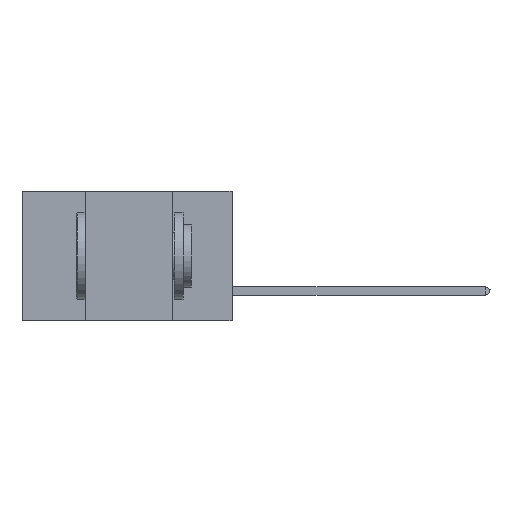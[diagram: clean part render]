
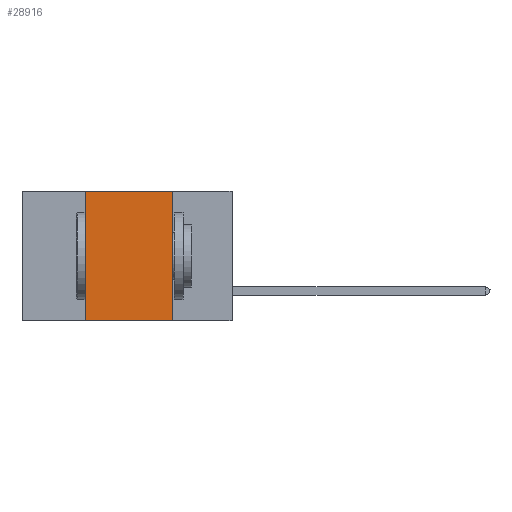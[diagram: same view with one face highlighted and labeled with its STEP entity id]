
A CAD part, left-side view. The second image highlights one B-rep face of the part: STEP entity #28916.
In plain terms, the highlighted planar face has unit normal (-1, 0, 0).
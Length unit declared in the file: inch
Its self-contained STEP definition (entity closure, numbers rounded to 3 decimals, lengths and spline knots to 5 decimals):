
#211 = PLANE ( 'NONE',  #19964 ) ;
#782 = EDGE_LOOP ( 'NONE', ( #9634, #6519, #18307, #25877 ) ) ;
#1383 = LINE ( 'NONE', #23177, #4383 ) ;
#3189 = CARTESIAN_POINT ( 'NONE',  ( 0., 0.17, -0.37 ) ) ;
#4383 = VECTOR ( 'NONE', #13271, 39.37008 ) ;
#5044 = CARTESIAN_POINT ( 'NONE',  ( 0., 0.6, -0.37 ) ) ;
#6519 = ORIENTED_EDGE ( 'NONE', *, *, #9020, .F. ) ;
#6750 = CARTESIAN_POINT ( 'NONE',  ( 0., 0.42, -0.37 ) ) ;
#7643 = CARTESIAN_POINT ( 'NONE',  ( 0., 0.6, 0. ) ) ;
#7947 = VERTEX_POINT ( 'NONE', #3189 ) ;
#8017 = FACE_OUTER_BOUND ( 'NONE', #782, .T. ) ;
#8215 = DIRECTION ( 'NONE',  ( 0., -1., 0. ) ) ;
#8271 = EDGE_CURVE ( 'NONE', #18196, #7947, #14396, .T. ) ;
#8373 = VECTOR ( 'NONE', #8215, 39.37008 ) ;
#8415 = DIRECTION ( 'NONE',  ( 0., -1., 0. ) ) ;
#9020 = EDGE_CURVE ( 'NONE', #12680, #14704, #23114, .T. ) ;
#9634 = ORIENTED_EDGE ( 'NONE', *, *, #14741, .F. ) ;
#10015 = CARTESIAN_POINT ( 'NONE',  ( 0., 0.17, 0. ) ) ;
#11406 = VECTOR ( 'NONE', #8415, 39.37008 ) ;
#12680 = VERTEX_POINT ( 'NONE', #28208 ) ;
#13271 = DIRECTION ( 'NONE',  ( 0., 0., 1. ) ) ;
#14396 = LINE ( 'NONE', #5044, #8373 ) ;
#14704 = VERTEX_POINT ( 'NONE', #26479 ) ;
#14741 = EDGE_CURVE ( 'NONE', #14704, #7947, #29161, .T. ) ;
#16390 = VECTOR ( 'NONE', #19480, 39.37008 ) ;
#18196 = VERTEX_POINT ( 'NONE', #6750 ) ;
#18307 = ORIENTED_EDGE ( 'NONE', *, *, #24592, .F. ) ;
#19480 = DIRECTION ( 'NONE',  ( 0., 0., -1. ) ) ;
#19964 = AXIS2_PLACEMENT_3D ( 'NONE', #29074, #26679, #26489 ) ;
#23114 = LINE ( 'NONE', #7643, #11406 ) ;
#23177 = CARTESIAN_POINT ( 'NONE',  ( 0., 0.42, 0. ) ) ;
#24592 = EDGE_CURVE ( 'NONE', #18196, #12680, #1383, .T. ) ;
#25877 = ORIENTED_EDGE ( 'NONE', *, *, #8271, .T. ) ;
#26479 = CARTESIAN_POINT ( 'NONE',  ( 0., 0.17, 0. ) ) ;
#26489 = DIRECTION ( 'NONE',  ( 0., 0., -1. ) ) ;
#26679 = DIRECTION ( 'NONE',  ( 1., 0., 0. ) ) ;
#28208 = CARTESIAN_POINT ( 'NONE',  ( 0., 0.42, 0. ) ) ;
#28916 = ADVANCED_FACE ( 'NONE', ( #8017 ), #211, .F. ) ;
#29074 = CARTESIAN_POINT ( 'NONE',  ( 0., 0.6, 0. ) ) ;
#29161 = LINE ( 'NONE', #10015, #16390 ) ;
